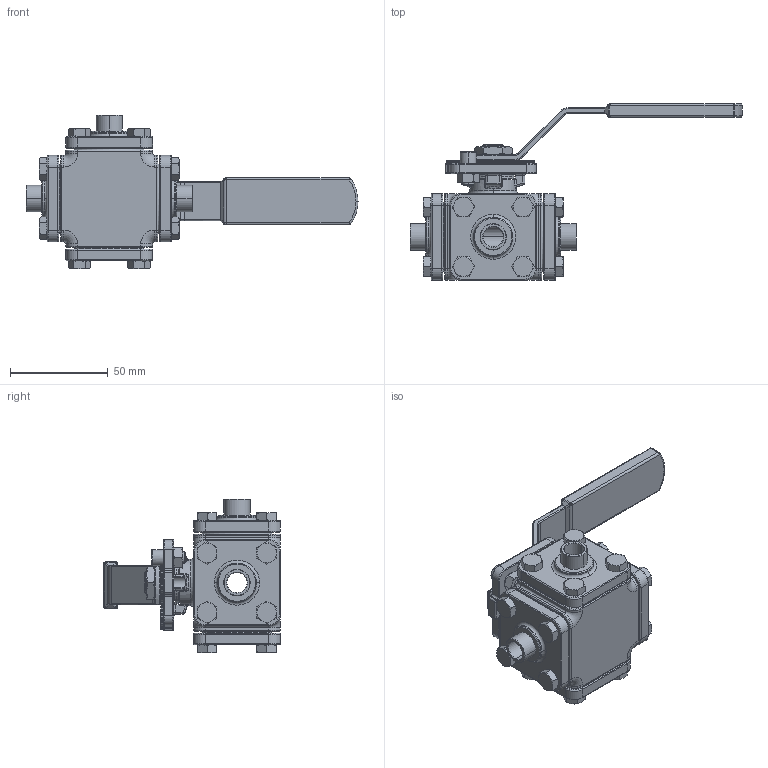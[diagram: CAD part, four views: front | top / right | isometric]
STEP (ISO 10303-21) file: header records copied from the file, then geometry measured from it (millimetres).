
FILE_DESCRIPTION (( 'STEP AP214' ), '1' );
FILE_NAME ('505T-008-3Way.STEP', '2017-10-03T00:18:19', ( '' ), ( '' ), 'SwSTEP 2.0', 'SolidWorks 2012', '' );
FILE_SCHEMA (( 'AUTOMOTIVE_DESIGN' ));
Length unit declared in the file: millimetre
Products named in the file (1): 505T-008-3Way
Bounding box: 169.5 x 90.11 x 78.25 mm (x, y, z)
Volume: 187731 mm3; surface area: 49275.5 mm2
Topology: 1 solids, 1 shells, 1331 faces, 3219 edges, 1917 vertices
Faces by surface type: cone 554, cylinder 305, plane 296, torus 142, bspline 18, sphere 16
Entity records: 41113 total; most frequent: CARTESIAN_POINT 11114, ORIENTED_EDGE 6426, DIRECTION 6228, EDGE_CURVE 3213, AXIS2_PLACEMENT_3D 2667, VERTEX_POINT 1917, EDGE_LOOP 1396, CIRCLE 1353
